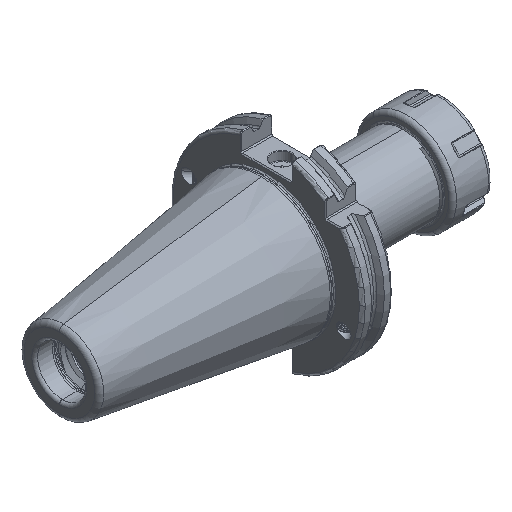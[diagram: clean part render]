
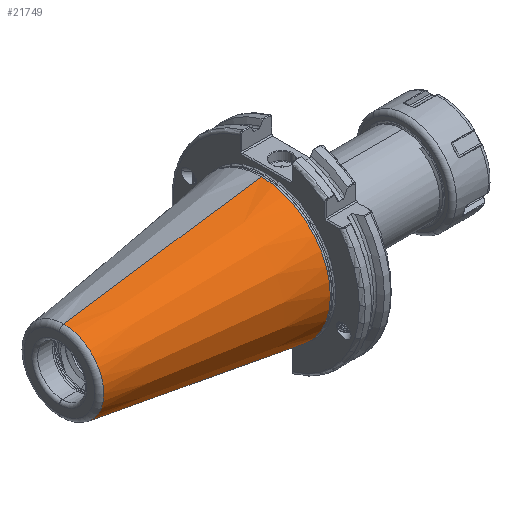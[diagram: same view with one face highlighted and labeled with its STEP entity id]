
A CAD part, isometric view. The second image highlights one B-rep face of the part: STEP entity #21749.
In plain terms, the highlighted conical face has half-angle 8.297 degrees and reference radius 35.392 mm.
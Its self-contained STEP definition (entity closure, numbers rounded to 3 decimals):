
#618 = VERTEX_POINT ( 'NONE', #7366 ) ;
#646 = VERTEX_POINT ( 'NONE', #7392 ) ;
#696 = VERTEX_POINT ( 'NONE', #7442 ) ;
#699 = VERTEX_POINT ( 'NONE', #7454 ) ;
#772 = VERTEX_POINT ( 'NONE', #12369 ) ;
#2341 = CARTESIAN_POINT ( 'NONE',  ( 0., 0., -35.392 ) ) ;
#2363 = DIRECTION ( 'NONE',  ( 0.99, 0., -0.144 ) ) ;
#2379 = CARTESIAN_POINT ( 'NONE',  ( 0., 0., 35.392 ) ) ;
#2411 = DIRECTION ( 'NONE',  ( 0.99, 0., 0.144 ) ) ;
#2414 = CARTESIAN_POINT ( 'NONE',  ( -2.5, 0., 0. ) ) ;
#2426 = DIRECTION ( 'NONE',  ( 0., 1., 0. ) ) ;
#2441 = DIRECTION ( 'NONE',  ( 1., 0., 0. ) ) ;
#4050 = CIRCLE ( 'NONE', #26826, 20.399 ) ;
#4105 = CIRCLE ( 'NONE', #26819, 35.027 ) ;
#7366 = CARTESIAN_POINT ( 'NONE',  ( -102.811, 0., -20.399 ) ) ;
#7392 = CARTESIAN_POINT ( 'NONE',  ( -2.5, 0., -35.027 ) ) ;
#7442 = CARTESIAN_POINT ( 'NONE',  ( -102.811, 0., 20.399 ) ) ;
#7454 = CARTESIAN_POINT ( 'NONE',  ( -2.5, 0., 35.027 ) ) ;
#8873 = DIRECTION ( 'NONE',  ( 1., 0., 0. ) ) ;
#8876 = DIRECTION ( 'NONE',  ( 0., 0., -1. ) ) ;
#8879 = CARTESIAN_POINT ( 'NONE',  ( 0., 0., 0. ) ) ;
#11311 = ORIENTED_EDGE ( 'NONE', *, *, #25397, .F. ) ;
#11413 = EDGE_LOOP ( 'NONE', ( #11311, #22127, #22192, #22158, #22154 ) ) ;
#12369 = CARTESIAN_POINT ( 'NONE',  ( -2.5, -35.027, 0. ) ) ;
#21749 = ADVANCED_FACE ( 'NONE', ( #23964 ), #23972, .T. ) ;
#22127 = ORIENTED_EDGE ( 'NONE', *, *, #36266, .T. ) ;
#22154 = ORIENTED_EDGE ( 'NONE', *, *, #25408, .F. ) ;
#22158 = ORIENTED_EDGE ( 'NONE', *, *, #36281, .F. ) ;
#22192 = ORIENTED_EDGE ( 'NONE', *, *, #25377, .T. ) ;
#23828 = AXIS2_PLACEMENT_3D ( 'NONE', #8879, #8873, #8876 ) ;
#23905 = AXIS2_PLACEMENT_3D ( 'NONE', #2414, #2441, #2426 ) ;
#23964 = FACE_OUTER_BOUND ( 'NONE', #11413, .T. ) ;
#23972 = CONICAL_SURFACE ( 'NONE', #23828, 35.392, 0.145 ) ;
#24125 = VECTOR ( 'NONE', #2411, 1000. ) ;
#24130 = LINE ( 'NONE', #2341, #24167 ) ;
#24131 = CIRCLE ( 'NONE', #23905, 35.027 ) ;
#24167 = VECTOR ( 'NONE', #2363, 1000. ) ;
#24174 = LINE ( 'NONE', #2379, #24125 ) ;
#25377 = EDGE_CURVE ( 'NONE', #618, #646, #24130, .T. ) ;
#25397 = EDGE_CURVE ( 'NONE', #696, #699, #24174, .T. ) ;
#25408 = EDGE_CURVE ( 'NONE', #699, #772, #24131, .T. ) ;
#26819 = AXIS2_PLACEMENT_3D ( 'NONE', #32568, #32571, #32579 ) ;
#26826 = AXIS2_PLACEMENT_3D ( 'NONE', #32482, #32439, #32480 ) ;
#32439 = DIRECTION ( 'NONE',  ( 1., 0., 0. ) ) ;
#32480 = DIRECTION ( 'NONE',  ( 0., 0., 1. ) ) ;
#32482 = CARTESIAN_POINT ( 'NONE',  ( -102.811, 0., 0. ) ) ;
#32568 = CARTESIAN_POINT ( 'NONE',  ( -2.5, 0., 0. ) ) ;
#32571 = DIRECTION ( 'NONE',  ( 1., 0., 0. ) ) ;
#32579 = DIRECTION ( 'NONE',  ( 0., 1., 0. ) ) ;
#36266 = EDGE_CURVE ( 'NONE', #696, #618, #4050, .T. ) ;
#36281 = EDGE_CURVE ( 'NONE', #772, #646, #4105, .T. ) ;
